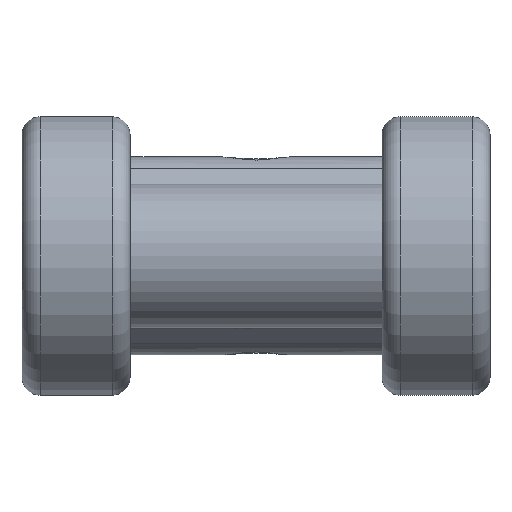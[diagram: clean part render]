
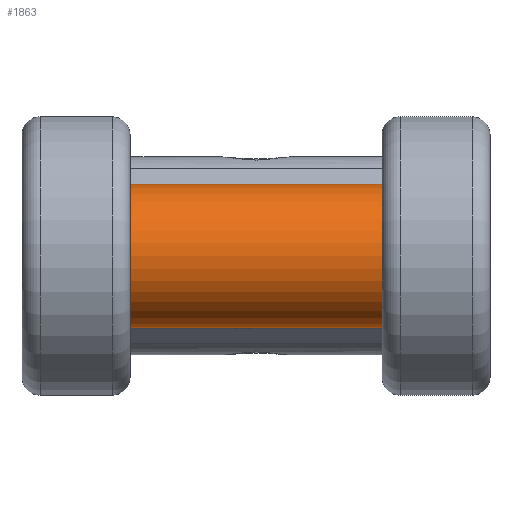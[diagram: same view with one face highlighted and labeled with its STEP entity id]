
A CAD part, front view. The second image highlights one B-rep face of the part: STEP entity #1863.
In plain terms, the highlighted cylindrical face has radius 8 mm (diameter 16 mm), a full revolution.
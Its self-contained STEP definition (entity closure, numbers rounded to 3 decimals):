
#1863=ADVANCED_FACE('',(#2227,#2228),#2185,.T.);
#2185=CYLINDRICAL_SURFACE('',#5755,8.);
#2227=FACE_BOUND('',#2264,.T.);
#2228=FACE_BOUND('',#2265,.T.);
#2264=EDGE_LOOP('',(#2617));
#2265=EDGE_LOOP('',(#2618));
#2617=ORIENTED_EDGE('',*,*,#4781,.F.);
#2618=ORIENTED_EDGE('',*,*,#4782,.T.);
#4255=VERTEX_POINT('',#7220);
#4256=VERTEX_POINT('',#7222);
#4781=EDGE_CURVE('',#4255,#4255,#5600,.T.);
#4782=EDGE_CURVE('',#4256,#4256,#5601,.T.);
#5600=CIRCLE('',#5753,8.);
#5601=CIRCLE('',#5754,8.);
#5753=AXIS2_PLACEMENT_3D('',#7219,#6098,#6099);
#5754=AXIS2_PLACEMENT_3D('',#7221,#6100,#6101);
#5755=AXIS2_PLACEMENT_3D('',#7223,#6102,#6103);
#6098=DIRECTION('',(-1.,0.,0.));
#6099=DIRECTION('',(0.,0.,1.));
#6100=DIRECTION('',(-1.,0.,0.));
#6101=DIRECTION('',(0.,0.,1.));
#6102=DIRECTION('',(1.,0.,0.));
#6103=DIRECTION('',(0.,0.,-1.));
#7219=CARTESIAN_POINT('',(-26.,15.5,0.));
#7220=CARTESIAN_POINT('',(-26.,15.5,8.));
#7221=CARTESIAN_POINT('',(26.,15.5,0.));
#7222=CARTESIAN_POINT('',(26.,15.5,8.));
#7223=CARTESIAN_POINT('',(-26.,15.5,0.));
